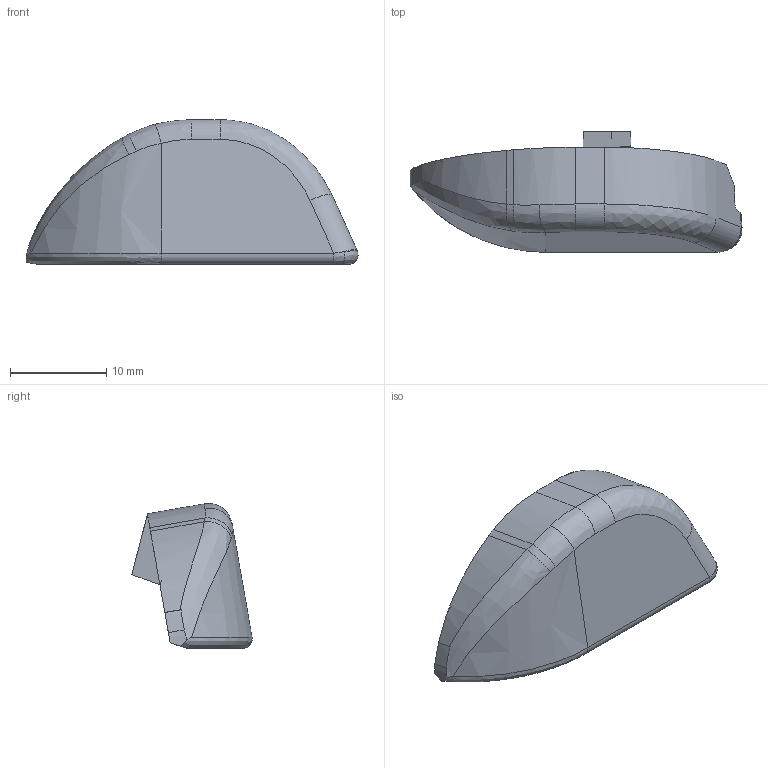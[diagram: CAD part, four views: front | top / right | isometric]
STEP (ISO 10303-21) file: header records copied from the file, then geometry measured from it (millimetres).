
FILE_DESCRIPTION (( 'STEP AP214' ), '1' );
FILE_NAME ('Trigger Button Left.STEP', '2023-09-18T02:10:19', ( '' ), ( '' ), 'SwSTEP 2.0', 'SolidWorks 2021', '' );
FILE_SCHEMA (( 'AUTOMOTIVE_DESIGN' ));
Length unit declared in the file: millimetre
Products named in the file (1): Trigger Button Left
Bounding box: 34.58 x 12.54 x 15.1 mm (x, y, z)
Volume: 1941.3 mm3; surface area: 1571.3 mm2
Topology: 1 solids, 1 shells, 72 faces, 202 edges, 132 vertices
Faces by surface type: bspline 27, plane 25, cylinder 20
Entity records: 4347 total; most frequent: CARTESIAN_POINT 1896, ORIENTED_EDGE 404, DIRECTION 240, EDGE_CURVE 202, VERTEX_POINT 132, LINE 92, VECTOR 92, B_SPLINE_CURVE_WITH_KNOTS 76
